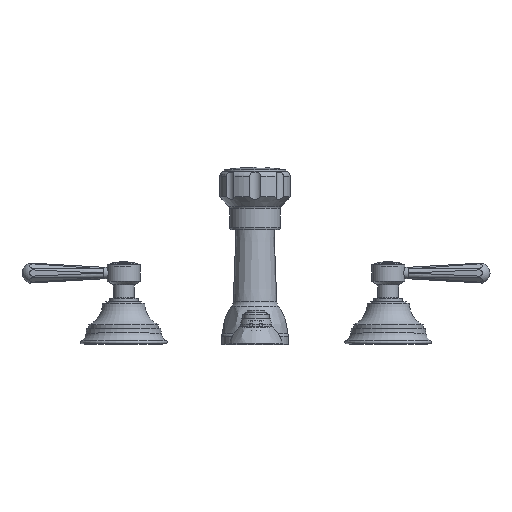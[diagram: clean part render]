
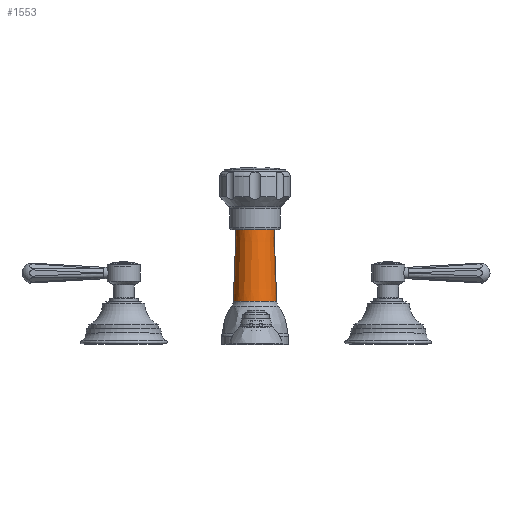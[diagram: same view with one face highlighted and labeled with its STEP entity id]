
A CAD part, top view. The second image highlights one B-rep face of the part: STEP entity #1553.
In plain terms, the highlighted conical face has half-angle 2.15 degrees and reference radius 15.652 mm.
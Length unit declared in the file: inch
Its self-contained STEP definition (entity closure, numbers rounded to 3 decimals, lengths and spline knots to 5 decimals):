
#798=CARTESIAN_POINT('',(-0.03005,3.468,-9.002));
#799=DIRECTION('',(0.,-1.,0.));
#800=DIRECTION('',(1.,0.,0.));
#801=AXIS2_PLACEMENT_3D('',#798,#799,#800);
#808=DIRECTION('',(0.038,0.999,0.));
#809=VECTOR('',#808,2.16618);
#810=CARTESIAN_POINT('',(-0.68692,1.30334,
-9.002));
#811=LINE('',#810,#809);
#812=DIRECTION('',(-0.038,0.999,0.));
#813=VECTOR('',#812,2.16618);
#814=CARTESIAN_POINT('',(0.62682,1.30334,-9.002));
#815=LINE('',#814,#813);
#831=CARTESIAN_POINT('',(-0.03005,1.30334,-9.002));
#832=DIRECTION('',(0.,-1.,0.));
#833=DIRECTION('',(1.,0.,0.));
#834=AXIS2_PLACEMENT_3D('',#831,#832,#833);
#926=CARTESIAN_POINT('',(-0.68692,1.30334,-9.002));
#927=CARTESIAN_POINT('',(0.62682,1.30334,-9.002));
#928=VERTEX_POINT('',#926);
#929=VERTEX_POINT('',#927);
#1020=CARTESIAN_POINT('',(0.54554,3.468,-9.002));
#1021=CARTESIAN_POINT('',(-0.60564,3.468,-9.002));
#1022=VERTEX_POINT('',#1020);
#1023=VERTEX_POINT('',#1021);
#1539=CARTESIAN_POINT('',(-0.03005,2.38567,-9.002));
#1540=DIRECTION('',(0.,-1.,0.));
#1541=DIRECTION('',(-1.,0.,0.));
#1542=AXIS2_PLACEMENT_3D('',#1539,#1540,#1541);
#1543=CONICAL_SURFACE('',#1542,0.61623,2.15);
#1544=ORIENTED_EDGE('',*,*,#1532,.F.);
#1546=ORIENTED_EDGE('',*,*,#1545,.F.);
#1548=ORIENTED_EDGE('',*,*,#1547,.T.);
#1550=ORIENTED_EDGE('',*,*,#1549,.T.);
#1551=EDGE_LOOP('',(#1544,#1546,#1548,#1550));
#1552=FACE_OUTER_BOUND('',#1551,.F.);
#1553=ADVANCED_FACE('',(#1552),#1543,.T.);
#802=CIRCLE('',#801,0.57559);
#835=CIRCLE('',#834,0.65687);
#1532=EDGE_CURVE('',#1022,#1023,#802,.T.);
#1545=EDGE_CURVE('',#929,#1022,#815,.T.);
#1547=EDGE_CURVE('',#929,#928,#835,.T.);
#1549=EDGE_CURVE('',#928,#1023,#811,.T.);
